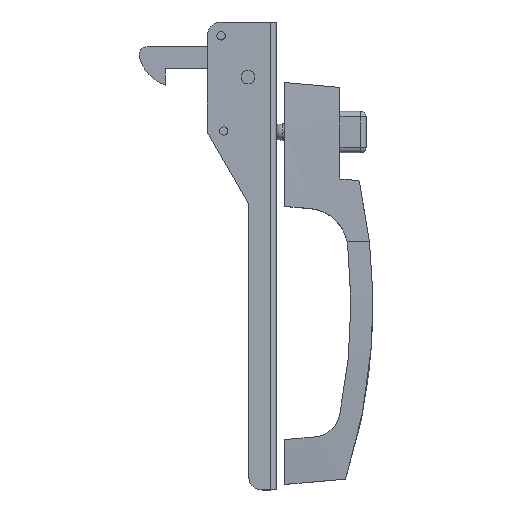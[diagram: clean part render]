
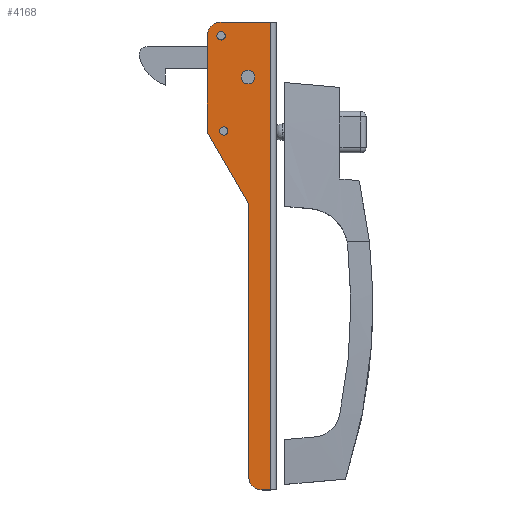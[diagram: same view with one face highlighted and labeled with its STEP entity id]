
A CAD part, top view. The second image highlights one B-rep face of the part: STEP entity #4168.
In plain terms, the highlighted face is planar.
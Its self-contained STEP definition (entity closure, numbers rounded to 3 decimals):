
#144 = AXIS2_PLACEMENT_3D ( 'NONE', #4084, #4085, #4086 ) ;
#657 = ORIENTED_EDGE ( 'NONE', *, *, #3829, .T. ) ;
#664 = ORIENTED_EDGE ( 'NONE', *, *, #4112, .T. ) ;
#665 = ORIENTED_EDGE ( 'NONE', *, *, #4108, .T. ) ;
#666 = ORIENTED_EDGE ( 'NONE', *, *, #4109, .T. ) ;
#667 = ORIENTED_EDGE ( 'NONE', *, *, #2572, .T. ) ;
#668 = ORIENTED_EDGE ( 'NONE', *, *, #4110, .T. ) ;
#669 = ORIENTED_EDGE ( 'NONE', *, *, #4094, .T. ) ;
#670 = ORIENTED_EDGE ( 'NONE', *, *, #4113, .F. ) ;
#671 = ORIENTED_EDGE ( 'NONE', *, *, #4111, .T. ) ;
#672 = ORIENTED_EDGE ( 'NONE', *, *, #4114, .T. ) ;
#673 = ORIENTED_EDGE ( 'NONE', *, *, #4115, .T. ) ;
#674 = ORIENTED_EDGE ( 'NONE', *, *, #4116, .T. ) ;
#675 = ORIENTED_EDGE ( 'NONE', *, *, #4117, .F. ) ;
#676 = ORIENTED_EDGE ( 'NONE', *, *, #4118, .T. ) ;
#749 = VERTEX_POINT ( 'NONE', #3614 ) ;
#750 = VERTEX_POINT ( 'NONE', #3611 ) ;
#774 = VERTEX_POINT ( 'NONE', #3639 ) ;
#776 = VERTEX_POINT ( 'NONE', #3633 ) ;
#777 = VERTEX_POINT ( 'NONE', #3634 ) ;
#788 = VERTEX_POINT ( 'NONE', #3643 ) ;
#789 = VERTEX_POINT ( 'NONE', #3644 ) ;
#790 = VERTEX_POINT ( 'NONE', #3645 ) ;
#836 = VERTEX_POINT ( 'NONE', #1681 ) ;
#837 = VERTEX_POINT ( 'NONE', #1684 ) ;
#853 = VERTEX_POINT ( 'NONE', #1673 ) ;
#854 = VERTEX_POINT ( 'NONE', #1672 ) ;
#855 = VERTEX_POINT ( 'NONE', #1675 ) ;
#864 = VERTEX_POINT ( 'NONE', #1642 ) ;
#1111 = EDGE_LOOP ( 'NONE', ( #657, #665 ) ) ;
#1118 = EDGE_LOOP ( 'NONE', ( #668, #669 ) ) ;
#1144 = EDGE_LOOP ( 'NONE', ( #667, #666 ) ) ;
#1201 = EDGE_LOOP ( 'NONE', ( #664, #671, #670, #672, #673, #674, #675, #676 ) ) ;
#1642 = CARTESIAN_POINT ( 'NONE',  ( 14.8, -7.5, -45. ) ) ;
#1672 = CARTESIAN_POINT ( 'NONE',  ( -8.2, -7.5, -85. ) ) ;
#1673 = CARTESIAN_POINT ( 'NONE',  ( 14.8, -7.5, -80. ) ) ;
#1675 = CARTESIAN_POINT ( 'NONE',  ( 9.8, -7.5, -85. ) ) ;
#1681 = CARTESIAN_POINT ( 'NONE',  ( 7.3, -7.5, -45.4 ) ) ;
#1684 = CARTESIAN_POINT ( 'NONE',  ( 10.3, -7.5, -45.4 ) ) ;
#2572 = EDGE_CURVE ( 'NONE', #750, #749, #3422, .T. ) ;
#2945 = CIRCLE ( 'NONE', #2971, 1.5 ) ;
#2947 = CIRCLE ( 'NONE', #2949, 1.55 ) ;
#2949 = AXIS2_PLACEMENT_3D ( 'NONE', #3958, #3959, #3960 ) ;
#2966 = CIRCLE ( 'NONE', #2972, 2.5 ) ;
#2968 = CIRCLE ( 'NONE', #2974, 1.55 ) ;
#2970 = CIRCLE ( 'NONE', #2975, 5. ) ;
#2971 = AXIS2_PLACEMENT_3D ( 'NONE', #3993, #3994, #3995 ) ;
#2972 = AXIS2_PLACEMENT_3D ( 'NONE', #3996, #3997, #3998 ) ;
#2974 = AXIS2_PLACEMENT_3D ( 'NONE', #3999, #4000, #4001 ) ;
#2975 = AXIS2_PLACEMENT_3D ( 'NONE', #4002, #4003, #4004 ) ;
#2976 = VECTOR ( 'NONE', #4006, 1000. ) ;
#2977 = CIRCLE ( 'NONE', #2982, 5. ) ;
#2978 = VECTOR ( 'NONE', #4008, 1000. ) ;
#2979 = VECTOR ( 'NONE', #4010, 1000. ) ;
#2981 = VECTOR ( 'NONE', #4012, 1000. ) ;
#2982 = AXIS2_PLACEMENT_3D ( 'NONE', #4013, #4014, #4015 ) ;
#2983 = VECTOR ( 'NONE', #4017, 1000. ) ;
#2985 = VECTOR ( 'NONE', #4019, 1000. ) ;
#3422 = CIRCLE ( 'NONE', #3426, 2.5 ) ;
#3426 = AXIS2_PLACEMENT_3D ( 'NONE', #4711, #4712, #4713 ) ;
#3611 = CARTESIAN_POINT ( 'NONE',  ( 0., -7.5, -62.5 ) ) ;
#3614 = CARTESIAN_POINT ( 'NONE',  ( 0., -7.5, -67.5 ) ) ;
#3633 = CARTESIAN_POINT ( 'NONE',  ( -0.2, -7.5, -19.019 ) ) ;
#3634 = CARTESIAN_POINT ( 'NONE',  ( 9.8, -7.5, -81.55 ) ) ;
#3639 = CARTESIAN_POINT ( 'NONE',  ( 9.8, -7.5, -78.45 ) ) ;
#3643 = CARTESIAN_POINT ( 'NONE',  ( -0.2, -7.5, 80. ) ) ;
#3644 = CARTESIAN_POINT ( 'NONE',  ( -5.2, -7.5, 85. ) ) ;
#3645 = CARTESIAN_POINT ( 'NONE',  ( -8.2, -7.5, 85. ) ) ;
#3762 = CIRCLE ( 'NONE', #3773, 1.5 ) ;
#3773 = AXIS2_PLACEMENT_3D ( 'NONE', #3898, #3899, #3900 ) ;
#3829 = EDGE_CURVE ( 'NONE', #836, #837, #3762, .T. ) ;
#3898 = CARTESIAN_POINT ( 'NONE',  ( 8.8, -7.5, -45.4 ) ) ;
#3899 = DIRECTION ( 'NONE',  ( 0., 1., 0. ) ) ;
#3900 = DIRECTION ( 'NONE',  ( -1., 0., 0. ) ) ;
#3958 = CARTESIAN_POINT ( 'NONE',  ( 9.8, -7.5, -80. ) ) ;
#3959 = DIRECTION ( 'NONE',  ( 0., 1., 0. ) ) ;
#3960 = DIRECTION ( 'NONE',  ( -1., 0., 0. ) ) ;
#3993 = CARTESIAN_POINT ( 'NONE',  ( 8.8, -7.5, -45.4 ) ) ;
#3994 = DIRECTION ( 'NONE',  ( 0., 1., 0. ) ) ;
#3995 = DIRECTION ( 'NONE',  ( -1., 0., 0. ) ) ;
#3996 = CARTESIAN_POINT ( 'NONE',  ( 0., -7.5, -65. ) ) ;
#3997 = DIRECTION ( 'NONE',  ( 0., 1., 0. ) ) ;
#3998 = DIRECTION ( 'NONE',  ( -1., 0., 0. ) ) ;
#3999 = CARTESIAN_POINT ( 'NONE',  ( 9.8, -7.5, -80. ) ) ;
#4000 = DIRECTION ( 'NONE',  ( 0., 1., 0. ) ) ;
#4001 = DIRECTION ( 'NONE',  ( -1., 0., 0. ) ) ;
#4002 = CARTESIAN_POINT ( 'NONE',  ( 9.8, -7.5, -80. ) ) ;
#4003 = DIRECTION ( 'NONE',  ( 0., -1., 0. ) ) ;
#4004 = DIRECTION ( 'NONE',  ( -1., 0., 0. ) ) ;
#4005 = CARTESIAN_POINT ( 'NONE',  ( -8.2, -7.5, -85. ) ) ;
#4006 = DIRECTION ( 'NONE',  ( 1., 0., 0. ) ) ;
#4007 = CARTESIAN_POINT ( 'NONE',  ( 14.8, -7.5, 85. ) ) ;
#4008 = DIRECTION ( 'NONE',  ( 0., 0., -1. ) ) ;
#4009 = CARTESIAN_POINT ( 'NONE',  ( -47.242, -7.5, 62.459 ) ) ;
#4010 = DIRECTION ( 'NONE',  ( -0.5, 0., 0.866 ) ) ;
#4011 = CARTESIAN_POINT ( 'NONE',  ( -0.2, -7.5, 85. ) ) ;
#4012 = DIRECTION ( 'NONE',  ( 0., 0., 1. ) ) ;
#4013 = CARTESIAN_POINT ( 'NONE',  ( -5.2, -7.5, 80. ) ) ;
#4014 = DIRECTION ( 'NONE',  ( 0., -1., 0. ) ) ;
#4015 = DIRECTION ( 'NONE',  ( -1., 0., 0. ) ) ;
#4016 = CARTESIAN_POINT ( 'NONE',  ( -8.2, -7.5, 85. ) ) ;
#4017 = DIRECTION ( 'NONE',  ( 1., 0., 0. ) ) ;
#4018 = CARTESIAN_POINT ( 'NONE',  ( -8.2, -7.5, 85. ) ) ;
#4019 = DIRECTION ( 'NONE',  ( 0., 0., -1. ) ) ;
#4083 = PLANE ( 'NONE',  #144 ) ;
#4084 = CARTESIAN_POINT ( 'NONE',  ( -8.2, -7.5, 85. ) ) ;
#4085 = DIRECTION ( 'NONE',  ( 0., 1., 0. ) ) ;
#4086 = DIRECTION ( 'NONE',  ( -1., 0., 0. ) ) ;
#4094 = EDGE_CURVE ( 'NONE', #777, #774, #2947, .T. ) ;
#4108 = EDGE_CURVE ( 'NONE', #837, #836, #2945, .T. ) ;
#4109 = EDGE_CURVE ( 'NONE', #749, #750, #2966, .T. ) ;
#4110 = EDGE_CURVE ( 'NONE', #774, #777, #2968, .T. ) ;
#4111 = EDGE_CURVE ( 'NONE', #855, #853, #2970, .T. ) ;
#4112 = EDGE_CURVE ( 'NONE', #854, #855, #5478, .T. ) ;
#4113 = EDGE_CURVE ( 'NONE', #864, #853, #5479, .T. ) ;
#4114 = EDGE_CURVE ( 'NONE', #864, #776, #5480, .T. ) ;
#4115 = EDGE_CURVE ( 'NONE', #776, #788, #5481, .T. ) ;
#4116 = EDGE_CURVE ( 'NONE', #788, #789, #2977, .T. ) ;
#4117 = EDGE_CURVE ( 'NONE', #790, #789, #5482, .T. ) ;
#4118 = EDGE_CURVE ( 'NONE', #790, #854, #5483, .T. ) ;
#4168 = ADVANCED_FACE ( 'NONE', ( #5501, #5502, #5503, #5504 ), #4083, .F. ) ;
#4711 = CARTESIAN_POINT ( 'NONE',  ( 0., -7.5, -65. ) ) ;
#4712 = DIRECTION ( 'NONE',  ( 0., 1., 0. ) ) ;
#4713 = DIRECTION ( 'NONE',  ( -1., 0., 0. ) ) ;
#5478 = LINE ( 'NONE', #4005, #2976 ) ;
#5479 = LINE ( 'NONE', #4007, #2978 ) ;
#5480 = LINE ( 'NONE', #4009, #2979 ) ;
#5481 = LINE ( 'NONE', #4011, #2981 ) ;
#5482 = LINE ( 'NONE', #4016, #2983 ) ;
#5483 = LINE ( 'NONE', #4018, #2985 ) ;
#5501 = FACE_BOUND ( 'NONE', #1111, .T. ) ;
#5502 = FACE_BOUND ( 'NONE', #1144, .T. ) ;
#5503 = FACE_BOUND ( 'NONE', #1118, .T. ) ;
#5504 = FACE_OUTER_BOUND ( 'NONE', #1201, .T. ) ;
